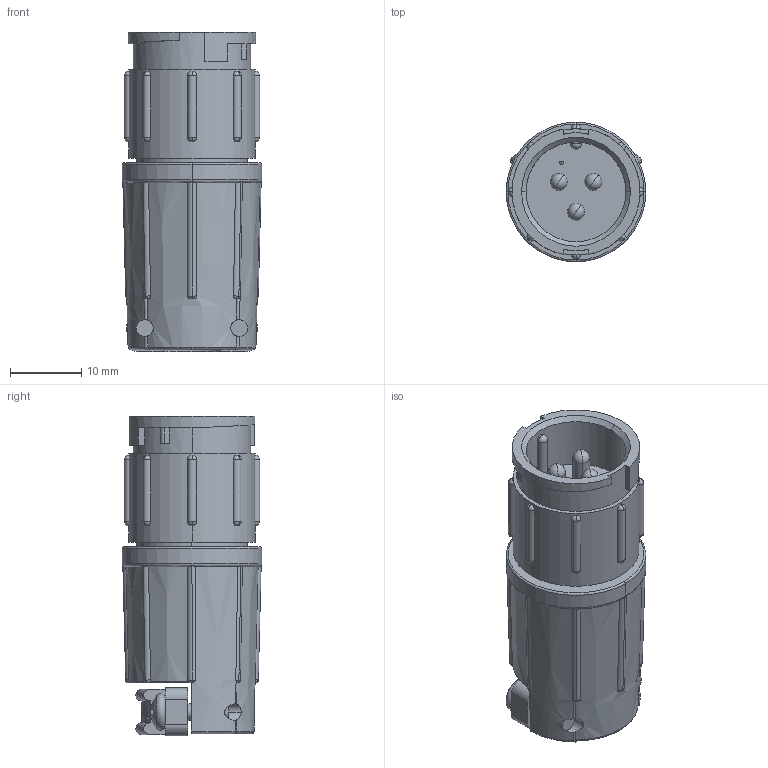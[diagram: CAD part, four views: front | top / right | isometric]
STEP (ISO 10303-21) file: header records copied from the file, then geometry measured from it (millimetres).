
FILE_DESCRIPTION (( 'STEP AP203' ), '1' );
FILE_NAME ('5180-4PG-524.STEP', '2015-03-25T14:06:51', ( '' ), ( '' ), 'SwSTEP 2.0', 'SolidWorks 2014', '' );
FILE_SCHEMA (( 'CONFIG_CONTROL_DESIGN' ));
Length unit declared in the file: inch
Products named in the file (1): 5180-4PG-524
Bounding box: 19.56 x 19.56 x 44.77 mm (x, y, z)
Volume: 9203.9 mm3; surface area: 4527.6 mm2
Topology: 1 solids, 1 shells, 325 faces, 911 edges, 578 vertices
Faces by surface type: plane 123, cylinder 82, torus 44, sphere 38, bspline 23, cone 15
Entity records: 11333 total; most frequent: CARTESIAN_POINT 3548, ORIENTED_EDGE 1686, DIRECTION 1558, EDGE_CURVE 843, AXIS2_PLACEMENT_3D 650, VERTEX_POINT 544, EDGE_LOOP 351, CIRCLE 347
